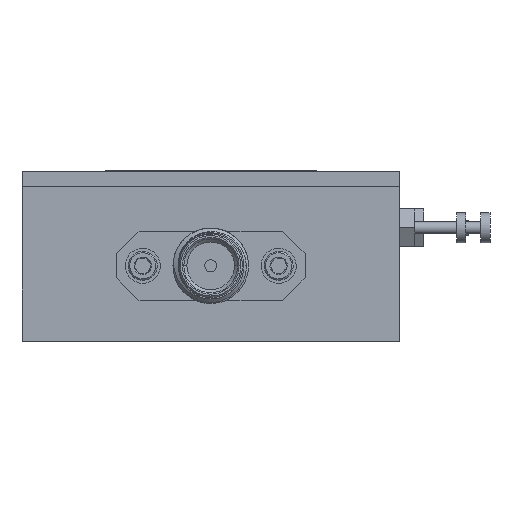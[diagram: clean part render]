
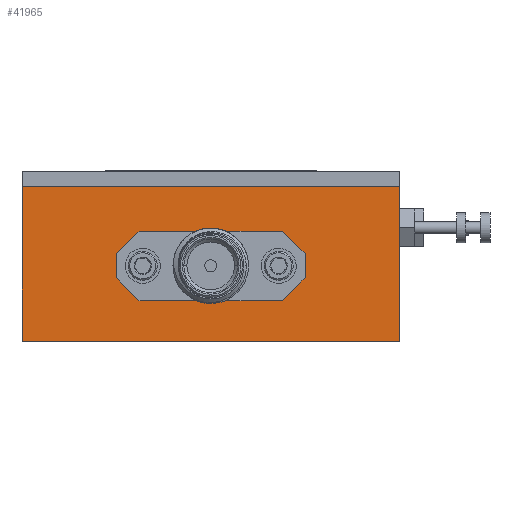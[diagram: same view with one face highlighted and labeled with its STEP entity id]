
A CAD part, left-side view. The second image highlights one B-rep face of the part: STEP entity #41965.
In plain terms, the highlighted planar face has unit normal (-1, 0, 0).
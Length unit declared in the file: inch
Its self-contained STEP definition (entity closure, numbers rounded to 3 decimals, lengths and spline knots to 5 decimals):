
#105 = CARTESIAN_POINT ( 'NONE',  ( -0.625, -0.2375, -0.1465 ) ) ;
#866 = EDGE_CURVE ( 'NONE', #24562, #13337, #28881, .T. ) ;
#991 = VECTOR ( 'NONE', #15820, 39.37008 ) ;
#1481 = EDGE_CURVE ( 'NONE', #30368, #41358, #7658, .T. ) ;
#1601 = LINE ( 'NONE', #14365, #991 ) ;
#1792 = DIRECTION ( 'NONE',  ( 0., 1., 0. ) ) ;
#1822 = ORIENTED_EDGE ( 'NONE', *, *, #29548, .F. ) ;
#2090 = DIRECTION ( 'NONE',  ( 0., 0., -1. ) ) ;
#2390 = LINE ( 'NONE', #2837, #36138 ) ;
#2474 = ORIENTED_EDGE ( 'NONE', *, *, #18054, .T. ) ;
#2837 = CARTESIAN_POINT ( 'NONE',  ( -0.625, -0.625, 0.2815 ) ) ;
#4610 = LINE ( 'NONE', #28973, #14264 ) ;
#4667 = DIRECTION ( 'NONE',  ( 0., 0., -1. ) ) ;
#4982 = CARTESIAN_POINT ( 'NONE',  ( -0.625, -0.625, 0.2315 ) ) ;
#5445 = EDGE_CURVE ( 'NONE', #43484, #35155, #1601, .T. ) ;
#5609 = FACE_OUTER_BOUND ( 'NONE', #19076, .T. ) ;
#6066 = CARTESIAN_POINT ( 'NONE',  ( -0.625, 0.3125, -0.0715 ) ) ;
#6161 = CARTESIAN_POINT ( 'NONE',  ( -0.625, 0.3125, 0.0085 ) ) ;
#6931 = EDGE_LOOP ( 'NONE', ( #23008, #41443, #33087, #32636, #1822, #26717, #26073, #20252 ) ) ;
#7374 = CARTESIAN_POINT ( 'NONE',  ( -0.625, 0.625, 0.2815 ) ) ;
#7559 = VECTOR ( 'NONE', #9820, 39.37008 ) ;
#7658 = LINE ( 'NONE', #17319, #38280 ) ;
#7991 = ORIENTED_EDGE ( 'NONE', *, *, #866, .F. ) ;
#8819 = LINE ( 'NONE', #32125, #21876 ) ;
#9159 = CARTESIAN_POINT ( 'NONE',  ( -0.625, -0.2375, 0.0835 ) ) ;
#9820 = DIRECTION ( 'NONE',  ( 0., 0., -1. ) ) ;
#9867 = DIRECTION ( 'NONE',  ( 0., 0., -1. ) ) ;
#10375 = VECTOR ( 'NONE', #31683, 39.37008 ) ;
#10905 = VECTOR ( 'NONE', #35486, 39.37008 ) ;
#11146 = CARTESIAN_POINT ( 'NONE',  ( -0.625, -0.3125, -0.0715 ) ) ;
#11698 = CARTESIAN_POINT ( 'NONE',  ( -0.625, 0.3125, 0.0835 ) ) ;
#12479 = VECTOR ( 'NONE', #4667, 39.37008 ) ;
#12802 = VECTOR ( 'NONE', #20522, 39.37008 ) ;
#13282 = DIRECTION ( 'NONE',  ( 0., 0.707, 0.707 ) ) ;
#13337 = VERTEX_POINT ( 'NONE', #4982 ) ;
#13891 = ORIENTED_EDGE ( 'NONE', *, *, #39448, .T. ) ;
#14264 = VECTOR ( 'NONE', #31411, 39.37008 ) ;
#14365 = CARTESIAN_POINT ( 'NONE',  ( -0.625, 0.17625, 0.14475 ) ) ;
#15275 = CARTESIAN_POINT ( 'NONE',  ( -0.625, -0.625, 0.2815 ) ) ;
#15820 = DIRECTION ( 'NONE',  ( 0., -0.707, 0.707 ) ) ;
#16642 = ORIENTED_EDGE ( 'NONE', *, *, #20468, .F. ) ;
#17319 = CARTESIAN_POINT ( 'NONE',  ( -0.625, -0.17625, 0.14475 ) ) ;
#18054 = EDGE_CURVE ( 'NONE', #37864, #22705, #4610, .T. ) ;
#18679 = VERTEX_POINT ( 'NONE', #11146 ) ;
#18863 = VERTEX_POINT ( 'NONE', #6066 ) ;
#19027 = CARTESIAN_POINT ( 'NONE',  ( -0.625, 0.625, 0.2315 ) ) ;
#19076 = EDGE_LOOP ( 'NONE', ( #7991, #13891, #2474, #16642 ) ) ;
#19719 = EDGE_CURVE ( 'NONE', #18679, #27547, #24695, .T. ) ;
#20252 = ORIENTED_EDGE ( 'NONE', *, *, #19719, .T. ) ;
#20468 = EDGE_CURVE ( 'NONE', #13337, #22705, #2390, .T. ) ;
#20522 = DIRECTION ( 'NONE',  ( 0., 0., 1. ) ) ;
#20823 = DIRECTION ( 'NONE',  ( 0., -0.707, -0.707 ) ) ;
#20963 = EDGE_CURVE ( 'NONE', #23633, #18863, #43373, .T. ) ;
#21651 = PLANE ( 'NONE',  #37169 ) ;
#21862 = FACE_BOUND ( 'NONE', #6931, .T. ) ;
#21876 = VECTOR ( 'NONE', #1792, 39.37008 ) ;
#22705 = VERTEX_POINT ( 'NONE', #42243 ) ;
#23008 = ORIENTED_EDGE ( 'NONE', *, *, #25265, .F. ) ;
#23633 = VERTEX_POINT ( 'NONE', #35931 ) ;
#24562 = VERTEX_POINT ( 'NONE', #19027 ) ;
#24646 = LINE ( 'NONE', #11698, #12479 ) ;
#24695 = LINE ( 'NONE', #27349, #33982 ) ;
#25265 = EDGE_CURVE ( 'NONE', #23633, #27547, #42435, .T. ) ;
#25269 = EDGE_CURVE ( 'NONE', #43484, #18863, #24646, .T. ) ;
#26073 = ORIENTED_EDGE ( 'NONE', *, *, #27845, .F. ) ;
#26717 = ORIENTED_EDGE ( 'NONE', *, *, #1481, .T. ) ;
#27349 = CARTESIAN_POINT ( 'NONE',  ( -0.625, -0.17625, -0.20775 ) ) ;
#27547 = VERTEX_POINT ( 'NONE', #105 ) ;
#27560 = DIRECTION ( 'NONE',  ( 0., 0.707, -0.707 ) ) ;
#27845 = EDGE_CURVE ( 'NONE', #18679, #41358, #30005, .T. ) ;
#28881 = LINE ( 'NONE', #35702, #10905 ) ;
#28973 = CARTESIAN_POINT ( 'NONE',  ( -0.625, -0.625, -0.2815 ) ) ;
#29548 = EDGE_CURVE ( 'NONE', #30368, #35155, #8819, .T. ) ;
#30005 = LINE ( 'NONE', #40096, #12802 ) ;
#30368 = VERTEX_POINT ( 'NONE', #9159 ) ;
#30621 = VECTOR ( 'NONE', #13282, 39.37008 ) ;
#31411 = DIRECTION ( 'NONE',  ( 0., -1., 0. ) ) ;
#31683 = DIRECTION ( 'NONE',  ( 0., -1., 0. ) ) ;
#32125 = CARTESIAN_POINT ( 'NONE',  ( -0.625, -0.3125, 0.0835 ) ) ;
#32636 = ORIENTED_EDGE ( 'NONE', *, *, #5445, .T. ) ;
#33087 = ORIENTED_EDGE ( 'NONE', *, *, #25269, .F. ) ;
#33982 = VECTOR ( 'NONE', #27560, 39.37008 ) ;
#35155 = VERTEX_POINT ( 'NONE', #38128 ) ;
#35486 = DIRECTION ( 'NONE',  ( 0., -1., 0. ) ) ;
#35702 = CARTESIAN_POINT ( 'NONE',  ( -0.625, -0.625, 0.2315 ) ) ;
#35931 = CARTESIAN_POINT ( 'NONE',  ( -0.625, 0.2375, -0.1465 ) ) ;
#36138 = VECTOR ( 'NONE', #9867, 39.37008 ) ;
#36985 = CARTESIAN_POINT ( 'NONE',  ( -0.625, 0.17625, -0.20775 ) ) ;
#37169 = AXIS2_PLACEMENT_3D ( 'NONE', #15275, #39207, #2090 ) ;
#37460 = LINE ( 'NONE', #7374, #7559 ) ;
#37864 = VERTEX_POINT ( 'NONE', #41624 ) ;
#38128 = CARTESIAN_POINT ( 'NONE',  ( -0.625, 0.2375, 0.0835 ) ) ;
#38280 = VECTOR ( 'NONE', #20823, 39.37008 ) ;
#39207 = DIRECTION ( 'NONE',  ( 1., 0., 0. ) ) ;
#39448 = EDGE_CURVE ( 'NONE', #24562, #37864, #37460, .T. ) ;
#40096 = CARTESIAN_POINT ( 'NONE',  ( -0.625, -0.3125, 0.0835 ) ) ;
#41358 = VERTEX_POINT ( 'NONE', #43335 ) ;
#41443 = ORIENTED_EDGE ( 'NONE', *, *, #20963, .T. ) ;
#41624 = CARTESIAN_POINT ( 'NONE',  ( -0.625, 0.625, -0.2815 ) ) ;
#41965 = ADVANCED_FACE ( 'NONE', ( #21862, #5609 ), #21651, .F. ) ;
#42011 = CARTESIAN_POINT ( 'NONE',  ( -0.625, -0.3125, -0.1465 ) ) ;
#42243 = CARTESIAN_POINT ( 'NONE',  ( -0.625, -0.625, -0.2815 ) ) ;
#42435 = LINE ( 'NONE', #42011, #10375 ) ;
#43335 = CARTESIAN_POINT ( 'NONE',  ( -0.625, -0.3125, 0.0085 ) ) ;
#43373 = LINE ( 'NONE', #36985, #30621 ) ;
#43484 = VERTEX_POINT ( 'NONE', #6161 ) ;
